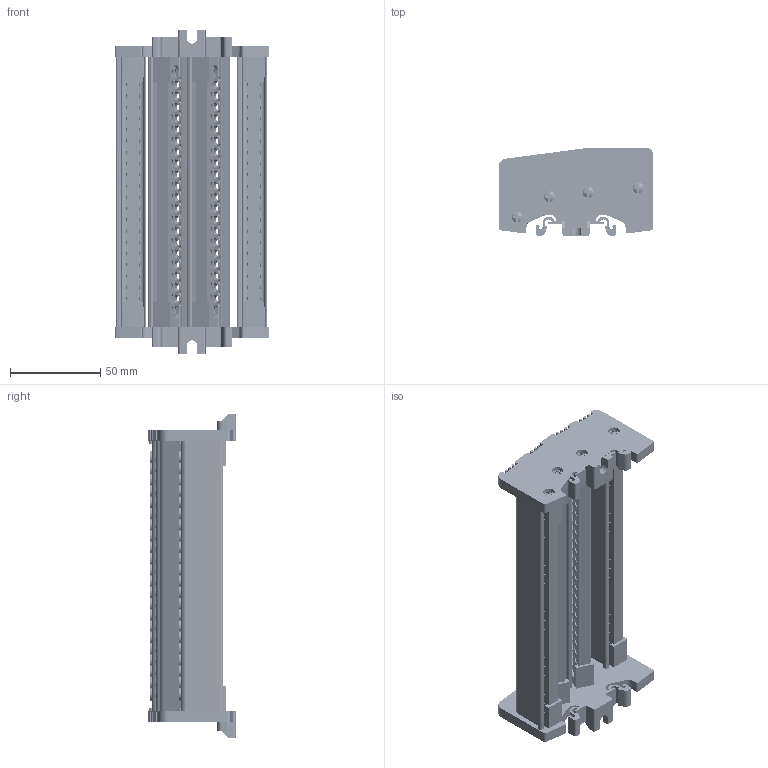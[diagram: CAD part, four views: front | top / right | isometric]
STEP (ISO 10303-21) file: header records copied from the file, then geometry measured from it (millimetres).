
FILE_DESCRIPTION (( 'STEP AP203' ), '1' );
FILE_NAME ('6,5x9 Dört Kutuplu Daðýtýcý Ünite - 22 Delikli.STEP', '2019-01-22T12:59:59', ( '' ), ( '' ), 'SwSTEP 2.0', 'SolidWorks 2011', '' );
FILE_SCHEMA (( 'CONFIG_CONTROL_DESIGN' ));
Products named in the file (1): 6,5x9 Dört Kutuplu Daðýtýcý Ünite - 22 Delikli
Bounding box: 86 x 48.5 x 179.6 mm (x, y, z)
Volume: 127769.3 mm3; surface area: 132760.2 mm2
Topology: 1 solids, 17 shells, 5261 faces, 15413 edges, 10482 vertices
Faces by surface type: plane 2292, cylinder 1396, cone 1295, torus 206, bspline 72
Entity records: 221500 total; most frequent: CARTESIAN_POINT 89988, ORIENTED_EDGE 30826, DIRECTION 22462, EDGE_CURVE 15413, VERTEX_POINT 10482, AXIS2_PLACEMENT_3D 7578, LINE 7306, VECTOR 7306
